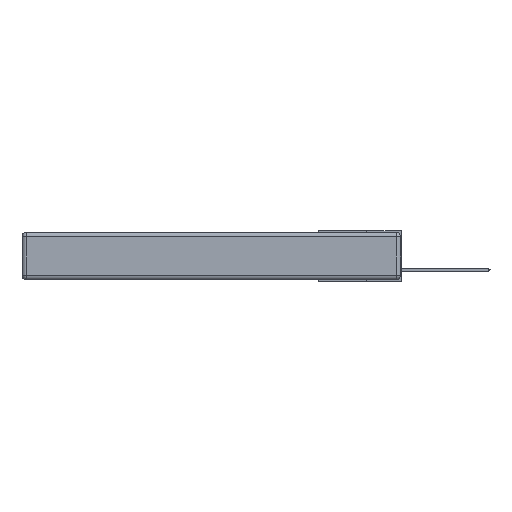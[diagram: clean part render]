
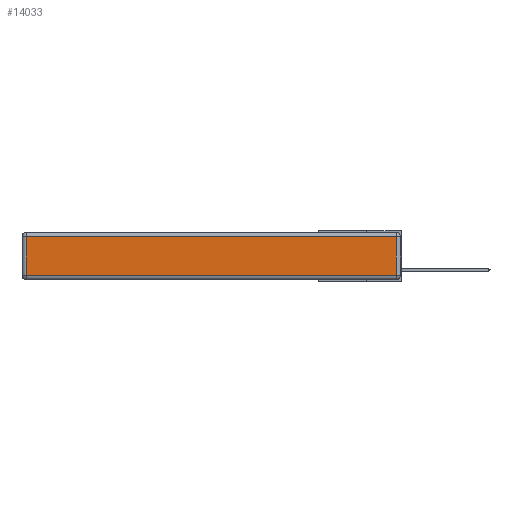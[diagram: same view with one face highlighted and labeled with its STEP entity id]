
A CAD part, left-side view. The second image highlights one B-rep face of the part: STEP entity #14033.
In plain terms, the highlighted planar face has unit normal (-1, 0, 0).
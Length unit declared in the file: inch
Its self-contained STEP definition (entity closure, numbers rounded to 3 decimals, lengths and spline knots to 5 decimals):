
#153 = VECTOR ( 'NONE', #18394, 39.37008 ) ;
#349 = CARTESIAN_POINT ( 'NONE',  ( 0., 2.75, -0.03 ) ) ;
#381 = CARTESIAN_POINT ( 'NONE',  ( 0., 0.03, -0.313 ) ) ;
#496 = CARTESIAN_POINT ( 'NONE',  ( 0., 0.03, -0.03 ) ) ;
#955 = DIRECTION ( 'NONE',  ( 0., 0., 1. ) ) ;
#2290 = FACE_OUTER_BOUND ( 'NONE', #2727, .T. ) ;
#2727 = EDGE_LOOP ( 'NONE', ( #16522, #8622, #15143, #4078 ) ) ;
#3285 = VERTEX_POINT ( 'NONE', #496 ) ;
#3465 = DIRECTION ( 'NONE',  ( 0., 0., 1. ) ) ;
#3882 = EDGE_CURVE ( 'NONE', #13843, #3285, #18588, .T. ) ;
#4078 = ORIENTED_EDGE ( 'NONE', *, *, #15831, .T. ) ;
#4547 = CARTESIAN_POINT ( 'NONE',  ( 0., 2.72, -0.313 ) ) ;
#4716 = LINE ( 'NONE', #16833, #153 ) ;
#4790 = EDGE_CURVE ( 'NONE', #3285, #9100, #14202, .T. ) ;
#5187 = CARTESIAN_POINT ( 'NONE',  ( 0., 0., -0.343 ) ) ;
#6354 = VECTOR ( 'NONE', #3465, 39.37008 ) ;
#7021 = VECTOR ( 'NONE', #15687, 39.37008 ) ;
#7092 = LINE ( 'NONE', #18431, #9451 ) ;
#8134 = CARTESIAN_POINT ( 'NONE',  ( 0., 0.03, -0.343 ) ) ;
#8622 = ORIENTED_EDGE ( 'NONE', *, *, #3882, .T. ) ;
#9100 = VERTEX_POINT ( 'NONE', #16960 ) ;
#9451 = VECTOR ( 'NONE', #12383, 39.37008 ) ;
#11169 = AXIS2_PLACEMENT_3D ( 'NONE', #5187, #13021, #955 ) ;
#11551 = EDGE_CURVE ( 'NONE', #19314, #13843, #7092, .T. ) ;
#12383 = DIRECTION ( 'NONE',  ( 0., -1., 0. ) ) ;
#13021 = DIRECTION ( 'NONE',  ( -1., 0., 0. ) ) ;
#13843 = VERTEX_POINT ( 'NONE', #381 ) ;
#14033 = ADVANCED_FACE ( 'NONE', ( #2290 ), #17563, .T. ) ;
#14202 = LINE ( 'NONE', #349, #7021 ) ;
#15143 = ORIENTED_EDGE ( 'NONE', *, *, #4790, .T. ) ;
#15687 = DIRECTION ( 'NONE',  ( 0., 1., 0. ) ) ;
#15831 = EDGE_CURVE ( 'NONE', #9100, #19314, #4716, .T. ) ;
#16522 = ORIENTED_EDGE ( 'NONE', *, *, #11551, .T. ) ;
#16833 = CARTESIAN_POINT ( 'NONE',  ( 0., 2.72, -0.343 ) ) ;
#16960 = CARTESIAN_POINT ( 'NONE',  ( 0., 2.72, -0.03 ) ) ;
#17563 = PLANE ( 'NONE',  #11169 ) ;
#18394 = DIRECTION ( 'NONE',  ( 0., 0., -1. ) ) ;
#18431 = CARTESIAN_POINT ( 'NONE',  ( 0., 0., -0.313 ) ) ;
#18588 = LINE ( 'NONE', #8134, #6354 ) ;
#19314 = VERTEX_POINT ( 'NONE', #4547 ) ;
